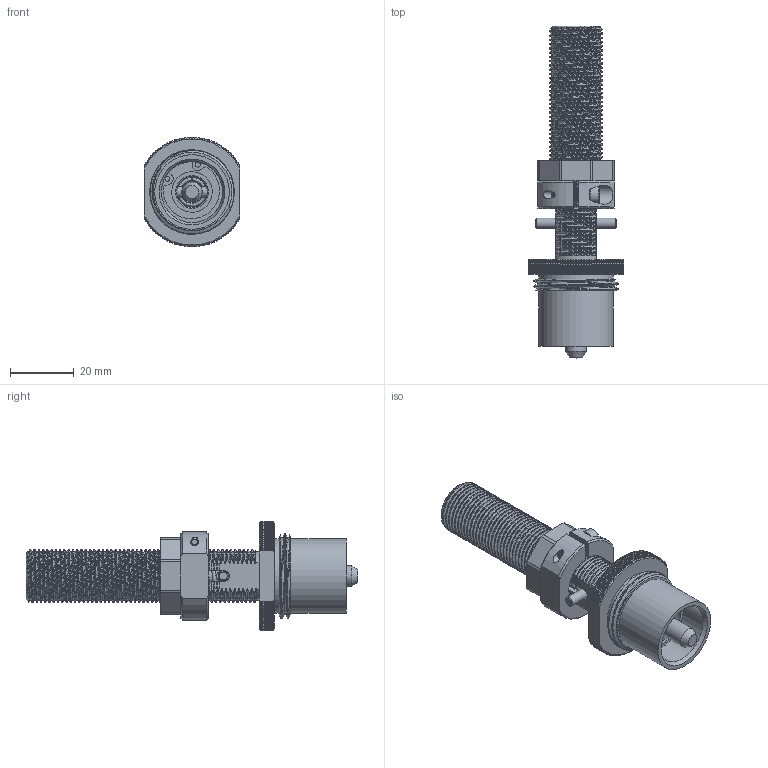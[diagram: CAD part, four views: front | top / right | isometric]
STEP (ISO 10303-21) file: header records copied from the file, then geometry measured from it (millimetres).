
FILE_DESCRIPTION(/* description */ (''),/* implementation_level */ '2;1');
FILE_NAME(/* name */ 'AGA30.7.stp',/* time_stamp */ '2020-10-08T09:36:51-05:00',/* author */ ('Daniel Perkins'),/* organization */ (''),/* preprocessor_version */ 'ST-DEVELOPER v16.13',/* originating_system */ 'Autodesk Inventor 2018',/* authorisation */ '');
FILE_SCHEMA (('CONFIG_CONTROL_DESIGN'));
Products named in the file (1): AGA30.7
Bounding box: 30 x 103.96 x 34.28 mm (x, y, z)
Volume: 26146.2 mm3; surface area: 22938.2 mm2
Topology: 11 solids, 11 shells, 924 faces, 2793 edges, 1902 vertices
Faces by surface type: plane 359, cylinder 321, bspline 200, cone 44
Full cylindrical faces by diameter (mm): 1.575 x2, 2.464 x1, 3 x23, 3.167 x1, 3.175 x1, 3.205 x1, 3.226 x1, 3.5 x1, 5.5 x1, 6.35 x1, 6.426 x1, 9 x1, 9.703 x1, 12.7 x2, 13.5 x1, 16.662 x1, 16.891 x1, 19.05 x1, 19.101 x1, 19.126 x2, 20.472 x1, 23.368 x2
Entity records: 61741 total; most frequent: CARTESIAN_POINT 37257, ORIENTED_EDGE 5418, DIRECTION 4505, EDGE_CURVE 2709, VERTEX_POINT 1889, AXIS2_PLACEMENT_3D 1813, EDGE_LOOP 982, STYLED_ITEM 911
